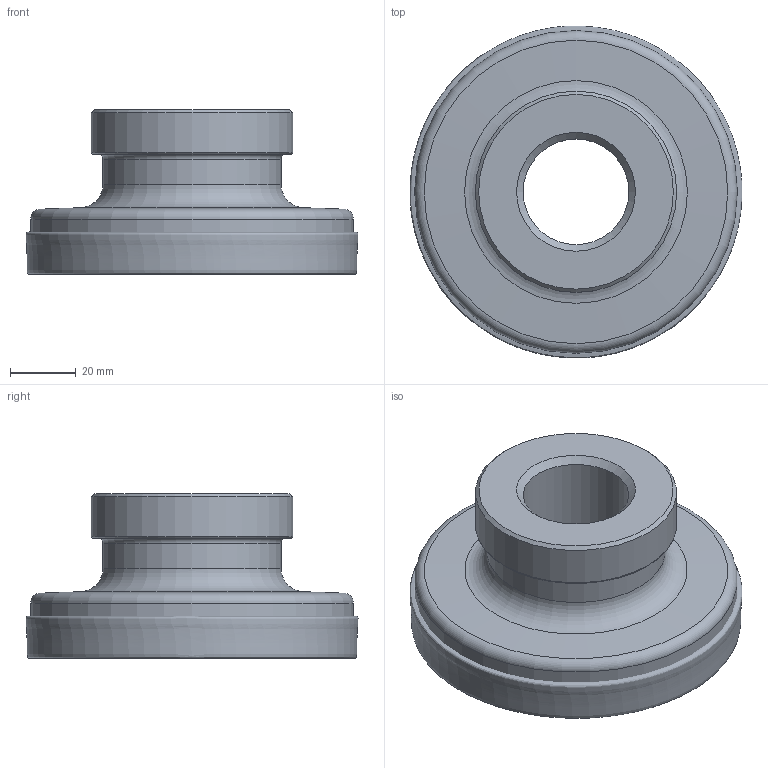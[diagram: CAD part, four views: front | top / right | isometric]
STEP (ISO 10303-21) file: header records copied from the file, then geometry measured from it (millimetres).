
FILE_DESCRIPTION(/* description */ (''),/* implementation_level */ '2;1');
FILE_NAME(/* name */ '1645770899718.stp',/* time_stamp */ '2022-02-25T12:05:17+06:00',/* author */ (''),/* organization */ ('SMS'),/* preprocessor_version */ 'ST-DEVELOPER v16.7',/* originating_system */ 'SIEMENS PLM Software NX 12.0',/* authorisation */ '');
FILE_SCHEMA (('AUTOMOTIVE_DESIGN { 1 0 10303 214 3 1 1 1 }'));
Length unit declared in the file: millimetre
Products named in the file (4): 203801901mod000_00; ASSEMBLY_CONSTRUCTION; 203986595mod000_00; 203986594mod000_00
Assembly tree (3 placements, depth 2):
  203986594mod000_00
    203986595mod000_00
    ASSEMBLY_CONSTRUCTION
    203801901mod000_00
Bounding box: 100.62 x 100.62 x 50 mm (x, y, z)
Volume: 202635.7 mm3; surface area: 43645.5 mm2
Topology: 2 solids, 2 shells, 23 faces, 50 edges, 44 vertices
Faces by surface type: cone 8, torus 6, cylinder 5, plane 3, bspline 1
Full cylindrical faces by diameter (mm): 32.013 x1, 45 x1, 54 x1, 61 x1, 97.8 x1
Entity records: 13245 total; most frequent: CARTESIAN_POINT 12599, DIRECTION 122, AXIS2_PLACEMENT_3D 61, FACE_BOUND 45, EDGE_LOOP 44, ORIENTED_EDGE 44, STYLED_ITEM 30, PRESENTATION_STYLE_ASSIGNMENT 30
